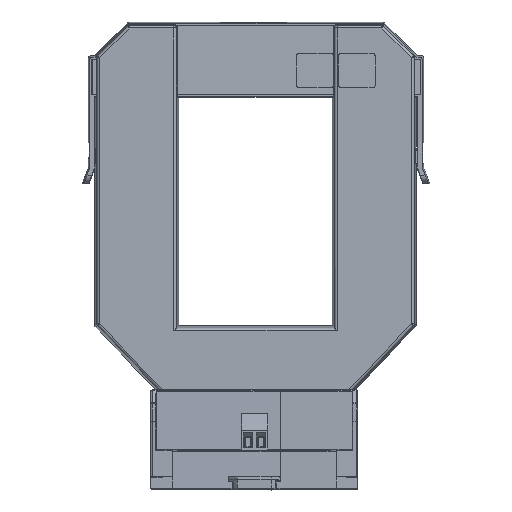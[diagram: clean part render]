
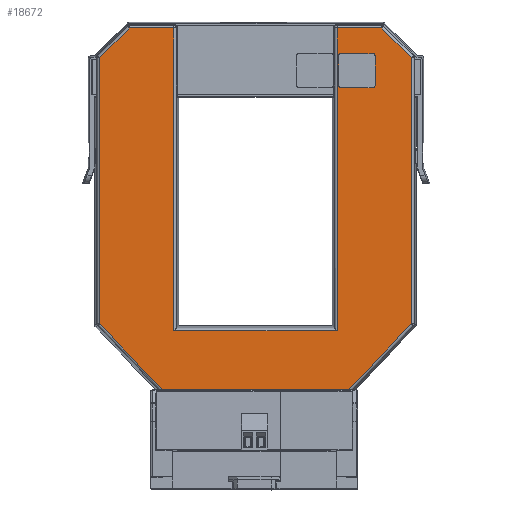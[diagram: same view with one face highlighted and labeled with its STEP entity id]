
A CAD part, top view. The second image highlights one B-rep face of the part: STEP entity #18672.
In plain terms, the highlighted planar face has unit normal (0, 0, 1).
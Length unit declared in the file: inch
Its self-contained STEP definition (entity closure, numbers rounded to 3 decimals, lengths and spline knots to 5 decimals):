
#60 = ORIENTED_EDGE ( 'NONE', *, *, #43904, .T. ) ;
#322 = EDGE_CURVE ( 'NONE', #45736, #656, #8234, .T. ) ;
#575 = DIRECTION ( 'NONE',  ( -1., 0., 0. ) ) ;
#656 = VERTEX_POINT ( 'NONE', #9373 ) ;
#775 = DIRECTION ( 'NONE',  ( -1., 0., 0. ) ) ;
#1292 = DIRECTION ( 'NONE',  ( 0.692, 0.722, 0. ) ) ;
#1430 = DIRECTION ( 'NONE',  ( -0.707, -0.707, 0. ) ) ;
#1888 = ORIENTED_EDGE ( 'NONE', *, *, #10948, .T. ) ;
#2424 = VERTEX_POINT ( 'NONE', #16335 ) ;
#3658 = LINE ( 'NONE', #6602, #32917 ) ;
#5308 = CARTESIAN_POINT ( 'NONE',  ( -1.90318, 2.97164, 0. ) ) ;
#6602 = CARTESIAN_POINT ( 'NONE',  ( -2.3541, -2.58931, 0. ) ) ;
#8154 = CARTESIAN_POINT ( 'NONE',  ( 1.41086, -2.47986, 0. ) ) ;
#8156 = ORIENTED_EDGE ( 'NONE', *, *, #21161, .T. ) ;
#8234 = LINE ( 'NONE', #18189, #26449 ) ;
#8317 = VERTEX_POINT ( 'NONE', #11684 ) ;
#8582 = CARTESIAN_POINT ( 'NONE',  ( -1.90318, 2.97164, 0. ) ) ;
#9123 = EDGE_CURVE ( 'NONE', #32891, #19136, #16197, .T. ) ;
#9163 = ORIENTED_EDGE ( 'NONE', *, *, #19945, .T. ) ;
#9197 = DIRECTION ( 'NONE',  ( 1., 0., 0. ) ) ;
#9373 = CARTESIAN_POINT ( 'NONE',  ( 1.23229, 2.97164, 0. ) ) ;
#9380 = VECTOR ( 'NONE', #1430, 39.37008 ) ;
#9799 = VERTEX_POINT ( 'NONE', #8582 ) ;
#9945 = LINE ( 'NONE', #33647, #29263 ) ;
#10686 = CARTESIAN_POINT ( 'NONE',  ( 1.90318, 2.97164, 0. ) ) ;
#10713 = CARTESIAN_POINT ( 'NONE',  ( -2.44826, -2.58931, 0. ) ) ;
#10948 = EDGE_CURVE ( 'NONE', #19136, #11505, #9945, .T. ) ;
#11175 = PLANE ( 'NONE',  #36178 ) ;
#11505 = VERTEX_POINT ( 'NONE', #27050 ) ;
#11684 = CARTESIAN_POINT ( 'NONE',  ( 1.23229, -1.59815, 0. ) ) ;
#12093 = EDGE_CURVE ( 'NONE', #2424, #37768, #39685, .T. ) ;
#12327 = EDGE_LOOP ( 'NONE', ( #12893, #9163, #14565, #1888, #19456, #22196, #8156, #33199, #34810, #31208, #27581, #60 ) ) ;
#12893 = ORIENTED_EDGE ( 'NONE', *, *, #12966, .T. ) ;
#12966 = EDGE_CURVE ( 'NONE', #25665, #38742, #13029, .T. ) ;
#13029 = LINE ( 'NONE', #44430, #42398 ) ;
#13137 = DIRECTION ( 'NONE',  ( 0.692, -0.722, 0. ) ) ;
#13265 = FACE_OUTER_BOUND ( 'NONE', #12327, .T. ) ;
#13329 = DIRECTION ( 'NONE',  ( -1., 0., 0. ) ) ;
#13841 = EDGE_CURVE ( 'NONE', #11505, #45736, #26750, .T. ) ;
#14331 = LINE ( 'NONE', #39272, #41452 ) ;
#14407 = DIRECTION ( 'NONE',  ( 0., 0., 1. ) ) ;
#14565 = ORIENTED_EDGE ( 'NONE', *, *, #9123, .T. ) ;
#14631 = CARTESIAN_POINT ( 'NONE',  ( -1.23229, 2.97164, 0. ) ) ;
#15894 = DIRECTION ( 'NONE',  ( 0., 1., 0. ) ) ;
#15965 = EDGE_CURVE ( 'NONE', #37768, #9799, #17474, .T. ) ;
#16197 = LINE ( 'NONE', #32760, #34404 ) ;
#16335 = CARTESIAN_POINT ( 'NONE',  ( -1.23229, -1.59815, 0. ) ) ;
#17416 = LINE ( 'NONE', #42128, #37840 ) ;
#17474 = LINE ( 'NONE', #22056, #25733 ) ;
#18189 = CARTESIAN_POINT ( 'NONE',  ( -2.44826, 2.97164, 0. ) ) ;
#18672 = ADVANCED_FACE ( 'NONE', ( #13265 ), #11175, .T. ) ;
#19136 = VERTEX_POINT ( 'NONE', #27897 ) ;
#19456 = ORIENTED_EDGE ( 'NONE', *, *, #13841, .T. ) ;
#19945 = EDGE_CURVE ( 'NONE', #38742, #32891, #33304, .T. ) ;
#20773 = DIRECTION ( 'NONE',  ( 0., -1., 0. ) ) ;
#21161 = EDGE_CURVE ( 'NONE', #656, #8317, #14331, .T. ) ;
#21348 = EDGE_CURVE ( 'NONE', #9799, #28944, #34248, .T. ) ;
#21965 = VECTOR ( 'NONE', #41120, 39.37008 ) ;
#22056 = CARTESIAN_POINT ( 'NONE',  ( -2.44826, 2.97164, 0. ) ) ;
#22196 = ORIENTED_EDGE ( 'NONE', *, *, #322, .T. ) ;
#23117 = CARTESIAN_POINT ( 'NONE',  ( -2.3541, -1.49599, 0. ) ) ;
#24771 = CARTESIAN_POINT ( 'NONE',  ( -2.3541, 2.52072, 0. ) ) ;
#24866 = CARTESIAN_POINT ( 'NONE',  ( -1.41086, -2.47986, 0. ) ) ;
#25095 = VECTOR ( 'NONE', #42646, 39.37008 ) ;
#25338 = DIRECTION ( 'NONE',  ( 0., -1., 0. ) ) ;
#25665 = VERTEX_POINT ( 'NONE', #23117 ) ;
#25733 = VECTOR ( 'NONE', #775, 39.37008 ) ;
#26449 = VECTOR ( 'NONE', #575, 39.37008 ) ;
#26750 = LINE ( 'NONE', #32505, #25095 ) ;
#27050 = CARTESIAN_POINT ( 'NONE',  ( 2.3541, 2.52072, 0. ) ) ;
#27581 = ORIENTED_EDGE ( 'NONE', *, *, #21348, .T. ) ;
#27897 = CARTESIAN_POINT ( 'NONE',  ( 2.3541, -1.49599, 0. ) ) ;
#28944 = VERTEX_POINT ( 'NONE', #24771 ) ;
#29263 = VECTOR ( 'NONE', #15894, 39.37008 ) ;
#31208 = ORIENTED_EDGE ( 'NONE', *, *, #15965, .T. ) ;
#31473 = EDGE_CURVE ( 'NONE', #8317, #2424, #17416, .T. ) ;
#32135 = DIRECTION ( 'NONE',  ( 0., 1., 0. ) ) ;
#32505 = CARTESIAN_POINT ( 'NONE',  ( 2.3541, 2.52072, 0. ) ) ;
#32760 = CARTESIAN_POINT ( 'NONE',  ( 1.41086, -2.47986, 0. ) ) ;
#32891 = VERTEX_POINT ( 'NONE', #8154 ) ;
#32917 = VECTOR ( 'NONE', #20773, 39.37008 ) ;
#33199 = ORIENTED_EDGE ( 'NONE', *, *, #31473, .T. ) ;
#33304 = LINE ( 'NONE', #41195, #37713 ) ;
#33647 = CARTESIAN_POINT ( 'NONE',  ( 2.3541, -2.58931, 0. ) ) ;
#34248 = LINE ( 'NONE', #5308, #9380 ) ;
#34404 = VECTOR ( 'NONE', #1292, 39.37008 ) ;
#34810 = ORIENTED_EDGE ( 'NONE', *, *, #12093, .T. ) ;
#36178 = AXIS2_PLACEMENT_3D ( 'NONE', #10713, #14407, #32135 ) ;
#37713 = VECTOR ( 'NONE', #9197, 39.37008 ) ;
#37768 = VERTEX_POINT ( 'NONE', #14631 ) ;
#37840 = VECTOR ( 'NONE', #13329, 39.37008 ) ;
#38742 = VERTEX_POINT ( 'NONE', #24866 ) ;
#39272 = CARTESIAN_POINT ( 'NONE',  ( 1.23229, -2.58931, 0. ) ) ;
#39685 = LINE ( 'NONE', #41424, #21965 ) ;
#41120 = DIRECTION ( 'NONE',  ( 0., 1., 0. ) ) ;
#41195 = CARTESIAN_POINT ( 'NONE',  ( -2.44826, -2.47986, 0. ) ) ;
#41424 = CARTESIAN_POINT ( 'NONE',  ( -1.23229, -2.58931, 0. ) ) ;
#41452 = VECTOR ( 'NONE', #25338, 39.37008 ) ;
#42128 = CARTESIAN_POINT ( 'NONE',  ( -2.44826, -1.59815, 0. ) ) ;
#42398 = VECTOR ( 'NONE', #13137, 39.37008 ) ;
#42646 = DIRECTION ( 'NONE',  ( -0.707, 0.707, 0. ) ) ;
#43904 = EDGE_CURVE ( 'NONE', #28944, #25665, #3658, .T. ) ;
#44430 = CARTESIAN_POINT ( 'NONE',  ( -2.3541, -1.49599, 0. ) ) ;
#45736 = VERTEX_POINT ( 'NONE', #10686 ) ;
